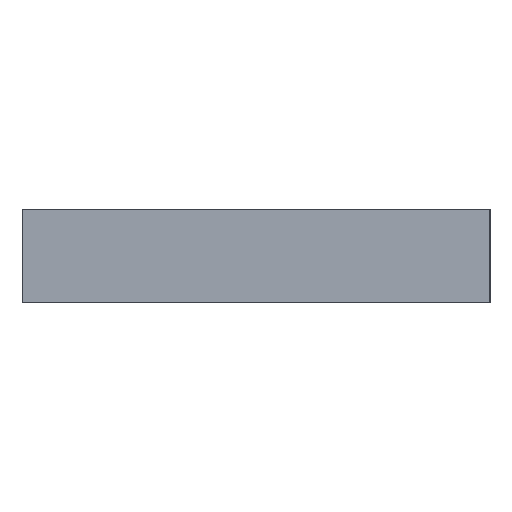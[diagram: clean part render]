
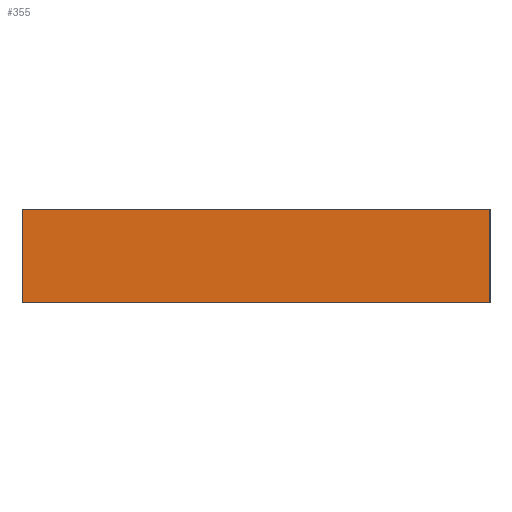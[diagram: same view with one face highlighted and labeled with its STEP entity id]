
A CAD part, left-side view. The second image highlights one B-rep face of the part: STEP entity #355.
In plain terms, the highlighted planar face has unit normal (-1, 0, 0).
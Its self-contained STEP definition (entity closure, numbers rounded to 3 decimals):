
#10 = DIRECTION ( 'NONE',  ( 0., -1., 0. ) ) ;
#15 = DIRECTION ( 'NONE',  ( 0., 0., -1. ) ) ;
#106 = VERTEX_POINT ( 'NONE', #283 ) ;
#107 = VECTOR ( 'NONE', #851, 1000. ) ;
#126 = CARTESIAN_POINT ( 'NONE',  ( -110., -60., 8. ) ) ;
#196 = DIRECTION ( 'NONE',  ( 0., -1., 0. ) ) ;
#199 = LINE ( 'NONE', #455, #443 ) ;
#208 = AXIS2_PLACEMENT_3D ( 'NONE', #327, #650, #15 ) ;
#244 = EDGE_LOOP ( 'NONE', ( #346, #836, #789, #684 ) ) ;
#250 = LINE ( 'NONE', #911, #913 ) ;
#281 = CARTESIAN_POINT ( 'NONE',  ( -110., -60., 8. ) ) ;
#283 = CARTESIAN_POINT ( 'NONE',  ( -110., -100., 0. ) ) ;
#323 = EDGE_CURVE ( 'NONE', #602, #106, #250, .T. ) ;
#327 = CARTESIAN_POINT ( 'NONE',  ( -110., -100., 8. ) ) ;
#344 = LINE ( 'NONE', #733, #881 ) ;
#346 = ORIENTED_EDGE ( 'NONE', *, *, #323, .T. ) ;
#355 = ADVANCED_FACE ( 'NONE', ( #980 ), #582, .F. ) ;
#423 = EDGE_CURVE ( 'NONE', #922, #972, #344, .T. ) ;
#443 = VECTOR ( 'NONE', #775, 1000. ) ;
#455 = CARTESIAN_POINT ( 'NONE',  ( -110., -100., 8. ) ) ;
#456 = CARTESIAN_POINT ( 'NONE',  ( -110., -60., 0. ) ) ;
#519 = EDGE_CURVE ( 'NONE', #922, #602, #676, .T. ) ;
#582 = PLANE ( 'NONE',  #208 ) ;
#602 = VERTEX_POINT ( 'NONE', #456 ) ;
#650 = DIRECTION ( 'NONE',  ( 1., 0., 0. ) ) ;
#676 = LINE ( 'NONE', #126, #107 ) ;
#684 = ORIENTED_EDGE ( 'NONE', *, *, #519, .T. ) ;
#733 = CARTESIAN_POINT ( 'NONE',  ( -110., -100., 8. ) ) ;
#775 = DIRECTION ( 'NONE',  ( 0., 0., -1. ) ) ;
#789 = ORIENTED_EDGE ( 'NONE', *, *, #423, .F. ) ;
#836 = ORIENTED_EDGE ( 'NONE', *, *, #907, .F. ) ;
#843 = CARTESIAN_POINT ( 'NONE',  ( -110., -100., 8. ) ) ;
#851 = DIRECTION ( 'NONE',  ( 0., 0., -1. ) ) ;
#881 = VECTOR ( 'NONE', #196, 1000. ) ;
#907 = EDGE_CURVE ( 'NONE', #972, #106, #199, .T. ) ;
#911 = CARTESIAN_POINT ( 'NONE',  ( -110., -100., 0. ) ) ;
#913 = VECTOR ( 'NONE', #10, 1000. ) ;
#922 = VERTEX_POINT ( 'NONE', #281 ) ;
#972 = VERTEX_POINT ( 'NONE', #843 ) ;
#980 = FACE_OUTER_BOUND ( 'NONE', #244, .T. ) ;
